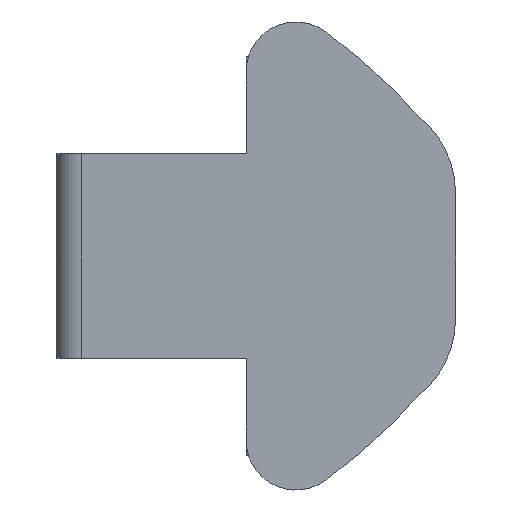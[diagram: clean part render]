
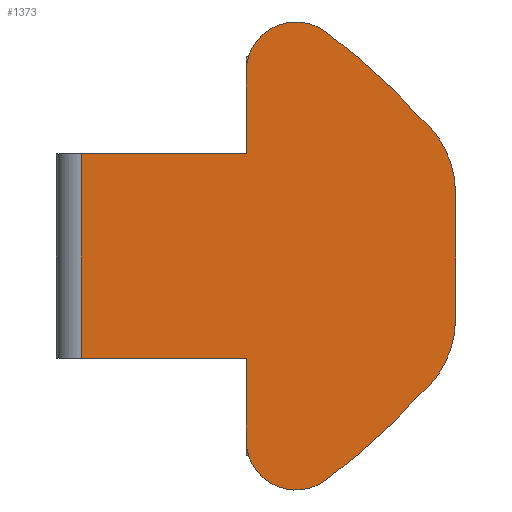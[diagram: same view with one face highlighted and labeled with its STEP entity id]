
A CAD part, left-side view. The second image highlights one B-rep face of the part: STEP entity #1373.
In plain terms, the highlighted planar face has unit normal (-1, 0, 0).
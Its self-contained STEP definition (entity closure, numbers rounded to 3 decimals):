
#567=CARTESIAN_POINT('',(-639.85,406.6,-525.9));
#568=VERTEX_POINT('',#567);
#576=CARTESIAN_POINT('',(-639.85,400.,-525.9));
#577=VERTEX_POINT('',#576);
#578=CARTESIAN_POINT('',(-639.85,400.,-525.9));
#579=DIRECTION('',(0.0,1.0,0.0));
#580=VECTOR('',#579,6.6);
#581=LINE('',#578,#580);
#582=EDGE_CURVE('',#577,#568,#581,.T.);
#1229=CARTESIAN_POINT('',(-639.85,400.,-534.1));
#1230=VERTEX_POINT('',#1229);
#1237=CARTESIAN_POINT('',(-639.85,406.6,-534.1));
#1238=VERTEX_POINT('',#1237);
#1239=CARTESIAN_POINT('',(-639.85,400.,-534.1));
#1240=DIRECTION('',(0.0,1.0,0.0));
#1241=VECTOR('',#1240,6.6);
#1242=LINE('',#1239,#1241);
#1243=EDGE_CURVE('',#1230,#1238,#1242,.T.);
#1278=CARTESIAN_POINT('',(-639.85,406.6,-534.1));
#1279=DIRECTION('',(0.0,0.0,1.0));
#1280=VECTOR('',#1279,8.2);
#1281=LINE('',#1278,#1280);
#1282=EDGE_CURVE('',#1238,#568,#1281,.T.);
#1287=CARTESIAN_POINT('',(-639.85,397.899,-529.993));
#1288=DIRECTION('',(1.0,0.0,0.0));
#1289=DIRECTION('',(0.0,1.0,0.0));
#1290=AXIS2_PLACEMENT_3D('',#1287,#1288,#1289);
#1291=PLANE('',#1290);
#1292=ORIENTED_EDGE('',*,*,#1282,.F.);
#1293=ORIENTED_EDGE('',*,*,#1243,.F.);
#1294=CARTESIAN_POINT('',(-639.85,400.,-537.38));
#1295=VERTEX_POINT('',#1294);
#1296=CARTESIAN_POINT('',(-639.85,400.,-537.38));
#1297=DIRECTION('',(0.0,0.0,1.0));
#1298=VECTOR('',#1297,3.28);
#1299=LINE('',#1296,#1298);
#1300=EDGE_CURVE('',#1295,#1230,#1299,.T.);
#1301=ORIENTED_EDGE('',*,*,#1300,.F.);
#1302=CARTESIAN_POINT('',(-639.85,396.813,-538.99));
#1303=VERTEX_POINT('',#1302);
#1304=CARTESIAN_POINT('',(-639.85,398.,-537.38));
#1305=DIRECTION('',(1.0,0.0,0.0));
#1306=DIRECTION('',(0.0,-1.0,0.0));
#1307=AXIS2_PLACEMENT_3D('',#1304,#1305,#1306);
#1308=CIRCLE('',#1307,2.0);
#1309=EDGE_CURVE('',#1303,#1295,#1308,.T.);
#1310=ORIENTED_EDGE('',*,*,#1309,.F.);
#1311=CARTESIAN_POINT('',(-639.85,393.079,-535.605));
#1312=VERTEX_POINT('',#1311);
#1313=CARTESIAN_POINT('',(-639.85,411.65,-518.869));
#1314=DIRECTION('',(-1.,0.,0.));
#1315=DIRECTION('',(0.,-0.651,-0.759));
#1316=AXIS2_PLACEMENT_3D('',#1313,#1314,#1315);
#1317=CIRCLE('',#1316,25.);
#1318=EDGE_CURVE('',#1303,#1312,#1317,.T.);
#1319=ORIENTED_EDGE('',*,*,#1318,.T.);
#1320=CARTESIAN_POINT('',(-639.85,391.6,-532.5));
#1321=VERTEX_POINT('',#1320);
#1322=CARTESIAN_POINT('',(-639.85,395.6,-532.5));
#1323=DIRECTION('',(-1.,0.,0.));
#1324=DIRECTION('',(0.,-0.903,-0.43));
#1325=AXIS2_PLACEMENT_3D('',#1322,#1323,#1324);
#1326=CIRCLE('',#1325,4.);
#1327=EDGE_CURVE('',#1312,#1321,#1326,.T.);
#1328=ORIENTED_EDGE('',*,*,#1327,.T.);
#1329=CARTESIAN_POINT('',(-639.85,391.6,-527.499));
#1330=VERTEX_POINT('',#1329);
#1331=CARTESIAN_POINT('',(-639.85,391.6,-532.5));
#1332=DIRECTION('',(0.0,0.,1.));
#1333=VECTOR('',#1332,5.001);
#1334=LINE('',#1331,#1333);
#1335=EDGE_CURVE('',#1321,#1330,#1334,.T.);
#1336=ORIENTED_EDGE('',*,*,#1335,.T.);
#1337=CARTESIAN_POINT('',(-639.85,393.078,-524.394));
#1338=VERTEX_POINT('',#1337);
#1339=CARTESIAN_POINT('',(-639.85,395.6,-527.499));
#1340=DIRECTION('',(-1.,0.,0.));
#1341=DIRECTION('',(0.,-0.903,0.43));
#1342=AXIS2_PLACEMENT_3D('',#1339,#1340,#1341);
#1343=CIRCLE('',#1342,4.);
#1344=EDGE_CURVE('',#1330,#1338,#1343,.T.);
#1345=ORIENTED_EDGE('',*,*,#1344,.T.);
#1346=CARTESIAN_POINT('',(-639.85,396.813,-521.01));
#1347=VERTEX_POINT('',#1346);
#1348=CARTESIAN_POINT('',(-639.85,411.678,-541.168));
#1349=DIRECTION('',(-1.0,0.,0.));
#1350=DIRECTION('',(0.,-0.651,0.759));
#1351=AXIS2_PLACEMENT_3D('',#1348,#1349,#1350);
#1352=CIRCLE('',#1351,25.046);
#1353=EDGE_CURVE('',#1338,#1347,#1352,.T.);
#1354=ORIENTED_EDGE('',*,*,#1353,.T.);
#1355=CARTESIAN_POINT('',(-639.85,400.,-522.62));
#1356=VERTEX_POINT('',#1355);
#1357=CARTESIAN_POINT('',(-639.85,398.,-522.62));
#1358=DIRECTION('',(1.0,0.0,0.0));
#1359=DIRECTION('',(0.0,-1.0,0.0));
#1360=AXIS2_PLACEMENT_3D('',#1357,#1358,#1359);
#1361=CIRCLE('',#1360,2.0);
#1362=EDGE_CURVE('',#1356,#1347,#1361,.T.);
#1363=ORIENTED_EDGE('',*,*,#1362,.F.);
#1364=CARTESIAN_POINT('',(-639.85,400.,-525.9));
#1365=DIRECTION('',(0.0,0.0,1.0));
#1366=VECTOR('',#1365,3.28);
#1367=LINE('',#1364,#1366);
#1368=EDGE_CURVE('',#577,#1356,#1367,.T.);
#1369=ORIENTED_EDGE('',*,*,#1368,.F.);
#1370=ORIENTED_EDGE('',*,*,#582,.T.);
#1371=EDGE_LOOP('',(#1292,#1293,#1301,#1310,#1319,#1328,#1336,#1345,#1354,#1363,#1369,#1370));
#1372=FACE_OUTER_BOUND('',#1371,.T.);
#1373=ADVANCED_FACE('',(#1372),#1291,.F.);
